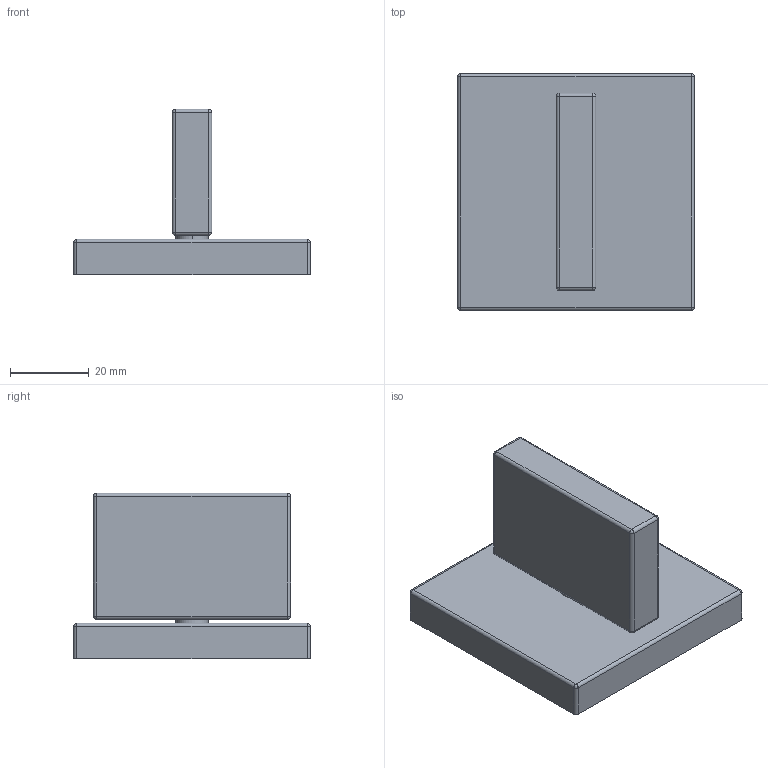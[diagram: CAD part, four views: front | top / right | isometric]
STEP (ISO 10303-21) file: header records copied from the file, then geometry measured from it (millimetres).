
FILE_DESCRIPTION (( 'STEP AP214' ), '1' );
FILE_NAME ('36604782.STEP', '2022-03-17T09:15:23', ( '' ), ( '' ), 'SwSTEP 2.0', 'SolidWorks 2020', '' );
FILE_SCHEMA (( 'AUTOMOTIVE_DESIGN' ));
Length unit declared in the file: millimetre
Products named in the file (3): 36604782; Planungsmodell_Rosette-+-09.27.78.033-01_K1; Planungsmodell_Griff-+-09.20.78.009-1
Assembly tree (2 placements, depth 2):
  36604782
    Planungsmodell_Rosette-+-09.27.78.033-01_K1
    Planungsmodell_Griff-+-09.20.78.009-1
Bounding box: 60 x 60 x 41.99 mm (x, y, z)
Volume: 48391.8 mm3; surface area: 14015.9 mm2
Topology: 2 solids, 2 shells, 47 faces, 102 edges, 48 vertices
Faces by surface type: cylinder 22, plane 13, sphere 12
Entity records: 1270 total; most frequent: DIRECTION 238, CARTESIAN_POINT 190, ORIENTED_EDGE 180, AXIS2_PLACEMENT_3D 96, EDGE_CURVE 90, EDGE_LOOP 48, VERTEX_POINT 48, FACE_OUTER_BOUND 47
